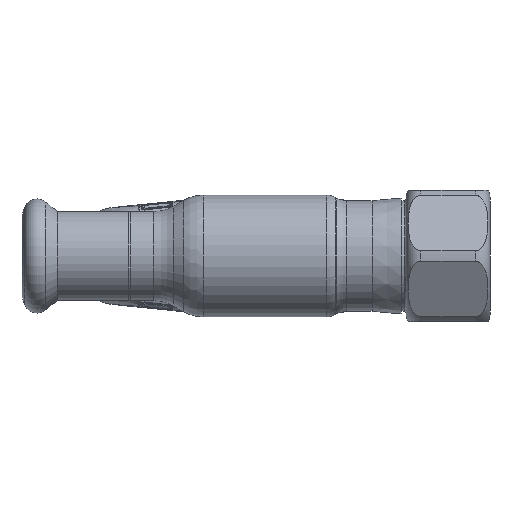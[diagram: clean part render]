
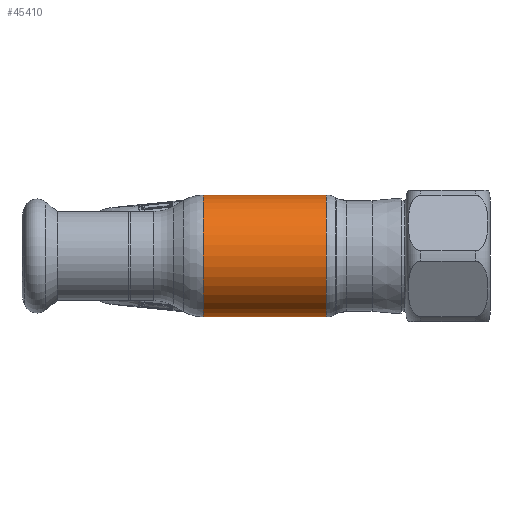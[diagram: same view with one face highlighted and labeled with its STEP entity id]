
A CAD part, front view. The second image highlights one B-rep face of the part: STEP entity #45410.
In plain terms, the highlighted cylindrical face has radius 12.5 mm (diameter 25 mm), a partial arc.
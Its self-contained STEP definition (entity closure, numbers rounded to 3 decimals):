
#253 = ORIENTED_EDGE ( 'NONE', *, *, #18425, .T. ) ;
#673 = CARTESIAN_POINT ( 'NONE',  ( -62.69, 0., -12.5 ) ) ;
#1176 = ORIENTED_EDGE ( 'NONE', *, *, #24674, .F. ) ;
#1303 = DIRECTION ( 'NONE',  ( 0., 0., 1. ) ) ;
#2752 = VERTEX_POINT ( 'NONE', #21583 ) ;
#4991 = DIRECTION ( 'NONE',  ( 0., 0., 1. ) ) ;
#5233 = DIRECTION ( 'NONE',  ( -1., 0., 0. ) ) ;
#5837 = CARTESIAN_POINT ( 'NONE',  ( -12.606, 0., 0. ) ) ;
#7456 = ORIENTED_EDGE ( 'NONE', *, *, #50441, .T. ) ;
#8663 = CARTESIAN_POINT ( 'NONE',  ( -62.69, 0., 12.5 ) ) ;
#9134 = AXIS2_PLACEMENT_3D ( 'NONE', #5837, #14622, #1303 ) ;
#11391 = VECTOR ( 'NONE', #45561, 1000. ) ;
#13960 = CARTESIAN_POINT ( 'NONE',  ( -12.606, 0., -12.5 ) ) ;
#14622 = DIRECTION ( 'NONE',  ( -1., 0., 0. ) ) ;
#16459 = VERTEX_POINT ( 'NONE', #52284 ) ;
#16820 = DIRECTION ( 'NONE',  ( -1., 0., 0. ) ) ;
#16990 = CARTESIAN_POINT ( 'NONE',  ( 12.606, 0., 12.5 ) ) ;
#17993 = CARTESIAN_POINT ( 'NONE',  ( 12.606, 0., 0. ) ) ;
#18425 = EDGE_CURVE ( 'NONE', #2752, #21416, #30630, .T. ) ;
#21416 = VERTEX_POINT ( 'NONE', #16990 ) ;
#21583 = CARTESIAN_POINT ( 'NONE',  ( 12.606, 0., -12.5 ) ) ;
#23220 = LINE ( 'NONE', #8663, #11391 ) ;
#24674 = EDGE_CURVE ( 'NONE', #2752, #45029, #59634, .T. ) ;
#27872 = EDGE_LOOP ( 'NONE', ( #1176, #253, #7456, #39855 ) ) ;
#28471 = AXIS2_PLACEMENT_3D ( 'NONE', #53377, #16820, #53684 ) ;
#30630 = CIRCLE ( 'NONE', #47993, 12.5 ) ;
#34704 = FACE_OUTER_BOUND ( 'NONE', #27872, .T. ) ;
#35239 = CIRCLE ( 'NONE', #9134, 12.5 ) ;
#39830 = CYLINDRICAL_SURFACE ( 'NONE', #28471, 12.5 ) ;
#39855 = ORIENTED_EDGE ( 'NONE', *, *, #46523, .F. ) ;
#45029 = VERTEX_POINT ( 'NONE', #13960 ) ;
#45410 = ADVANCED_FACE ( 'NONE', ( #34704 ), #39830, .T. ) ;
#45561 = DIRECTION ( 'NONE',  ( -1., 0., 0. ) ) ;
#46394 = DIRECTION ( 'NONE',  ( -1., 0., 0. ) ) ;
#46523 = EDGE_CURVE ( 'NONE', #45029, #16459, #35239, .T. ) ;
#47993 = AXIS2_PLACEMENT_3D ( 'NONE', #17993, #46394, #4991 ) ;
#50441 = EDGE_CURVE ( 'NONE', #21416, #16459, #23220, .T. ) ;
#52218 = VECTOR ( 'NONE', #5233, 1000. ) ;
#52284 = CARTESIAN_POINT ( 'NONE',  ( -12.606, 0., 12.5 ) ) ;
#53377 = CARTESIAN_POINT ( 'NONE',  ( -62.69, 0., 0. ) ) ;
#53684 = DIRECTION ( 'NONE',  ( 0., 0., 1. ) ) ;
#59634 = LINE ( 'NONE', #673, #52218 ) ;
